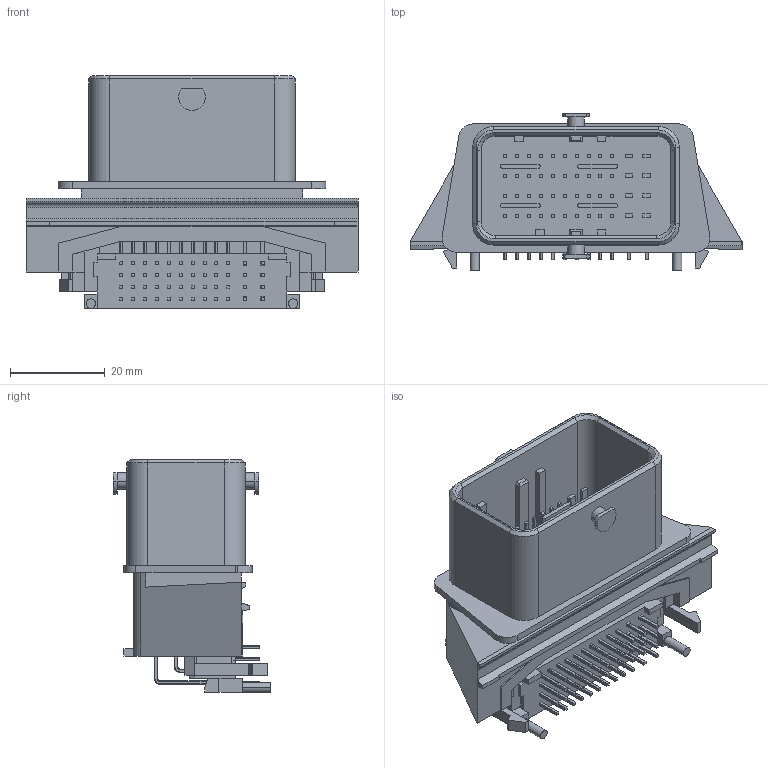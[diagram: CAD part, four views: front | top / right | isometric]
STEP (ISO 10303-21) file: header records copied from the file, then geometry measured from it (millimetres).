
FILE_DESCRIPTION(('HOOPS Exchange Step'),'2;1');
FILE_NAME('export-406ADFCF-E954-4EF5-9444-453682997428.stp','2023-05-05T23:45:31+17:00',('Daxxn'),('Alibre'),'HOOPS Exchange 2022.0','Alibre','Unknown authorisation');
FILE_SCHEMA( ('AP242_MANAGED_MODEL_BASED_3D_ENGINEERING_MIM_LF {1 0 10303 442 1 1 4 }') );
Length unit declared in the file: millimetre
Products named in the file (1): 5007620481
Bounding box: 69.91 x 33.15 x 49 mm (x, y, z)
Volume: 28332 mm3; surface area: 18850.4 mm2
Topology: 1 solids, 1 shells, 1705 faces, 4412 edges, 2820 vertices
Faces by surface type: plane 1030, cylinder 507, torus 160, cone 8
Entity records: 52161 total; most frequent: DIRECTION 9008, CARTESIAN_POINT 8953, ORIENTED_EDGE 8824, EDGE_CURVE 4412, VECTOR 3224, LINE 3224, AXIS2_PLACEMENT_3D 2892, VERTEX_POINT 2820
